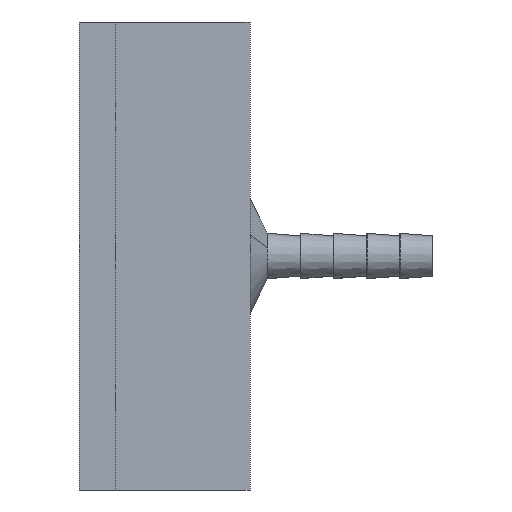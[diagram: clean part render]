
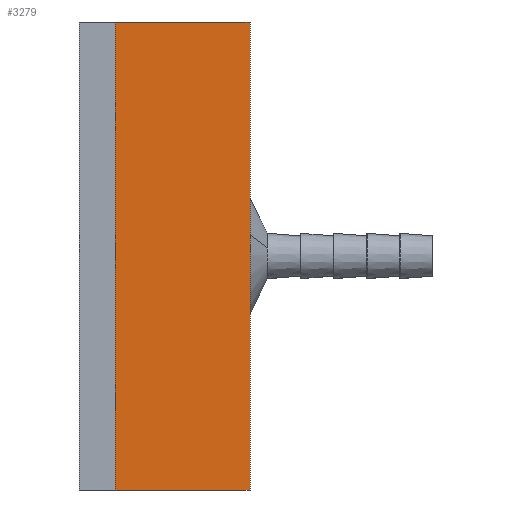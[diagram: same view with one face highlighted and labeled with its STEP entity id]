
A CAD part, left-side view. The second image highlights one B-rep face of the part: STEP entity #3279.
In plain terms, the highlighted planar face has unit normal (-1, 0, 0).
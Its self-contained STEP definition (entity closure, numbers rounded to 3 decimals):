
#139 = VERTEX_POINT ( 'NONE', #3371 ) ;
#178 = VECTOR ( 'NONE', #1743, 1000. ) ;
#243 = AXIS2_PLACEMENT_3D ( 'NONE', #666, #3285, #1816 ) ;
#481 = CARTESIAN_POINT ( 'NONE',  ( -30.5, 0., 32.5 ) ) ;
#517 = LINE ( 'NONE', #1429, #3662 ) ;
#582 = LINE ( 'NONE', #3484, #178 ) ;
#666 = CARTESIAN_POINT ( 'NONE',  ( -30.5, 18.75, 32.5 ) ) ;
#717 = CARTESIAN_POINT ( 'NONE',  ( -30.5, 0., -32.5 ) ) ;
#788 = VECTOR ( 'NONE', #3376, 1000. ) ;
#962 = ORIENTED_EDGE ( 'NONE', *, *, #3731, .F. ) ;
#1283 = CARTESIAN_POINT ( 'NONE',  ( -30.5, 0., 32.5 ) ) ;
#1345 = VECTOR ( 'NONE', #2102, 1000. ) ;
#1429 = CARTESIAN_POINT ( 'NONE',  ( -30.5, 18.75, 32.5 ) ) ;
#1743 = DIRECTION ( 'NONE',  ( 0., -1., 0. ) ) ;
#1816 = DIRECTION ( 'NONE',  ( 0., 0., -1. ) ) ;
#1869 = VERTEX_POINT ( 'NONE', #1283 ) ;
#2027 = DIRECTION ( 'NONE',  ( 0., 0., 1. ) ) ;
#2084 = ORIENTED_EDGE ( 'NONE', *, *, #2527, .T. ) ;
#2102 = DIRECTION ( 'NONE',  ( 0., -1., 0. ) ) ;
#2112 = VERTEX_POINT ( 'NONE', #717 ) ;
#2142 = ORIENTED_EDGE ( 'NONE', *, *, #3213, .F. ) ;
#2527 = EDGE_CURVE ( 'NONE', #139, #2112, #582, .T. ) ;
#2723 = CARTESIAN_POINT ( 'NONE',  ( -30.5, 18.75, 32.5 ) ) ;
#2738 = EDGE_CURVE ( 'NONE', #2112, #1869, #3333, .T. ) ;
#2789 = ORIENTED_EDGE ( 'NONE', *, *, #2738, .T. ) ;
#3006 = FACE_OUTER_BOUND ( 'NONE', #3328, .T. ) ;
#3213 = EDGE_CURVE ( 'NONE', #139, #3415, #517, .T. ) ;
#3279 = ADVANCED_FACE ( 'NONE', ( #3006 ), #3312, .F. ) ;
#3285 = DIRECTION ( 'NONE',  ( 1., 0., 0. ) ) ;
#3312 = PLANE ( 'NONE',  #243 ) ;
#3328 = EDGE_LOOP ( 'NONE', ( #2789, #962, #2142, #2084 ) ) ;
#3333 = LINE ( 'NONE', #481, #788 ) ;
#3371 = CARTESIAN_POINT ( 'NONE',  ( -30.5, 18.75, -32.5 ) ) ;
#3376 = DIRECTION ( 'NONE',  ( 0., 0., 1. ) ) ;
#3415 = VERTEX_POINT ( 'NONE', #3666 ) ;
#3484 = CARTESIAN_POINT ( 'NONE',  ( -30.5, 18.75, -32.5 ) ) ;
#3585 = LINE ( 'NONE', #2723, #1345 ) ;
#3662 = VECTOR ( 'NONE', #2027, 1000. ) ;
#3666 = CARTESIAN_POINT ( 'NONE',  ( -30.5, 18.75, 32.5 ) ) ;
#3731 = EDGE_CURVE ( 'NONE', #3415, #1869, #3585, .T. ) ;
